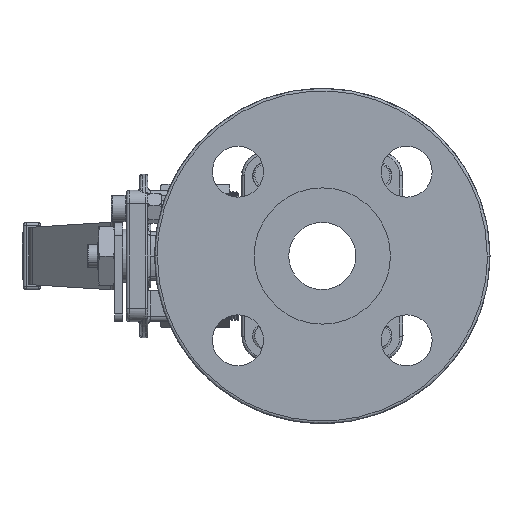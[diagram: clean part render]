
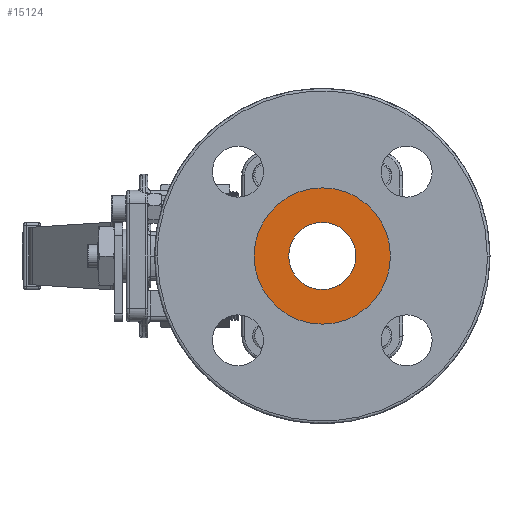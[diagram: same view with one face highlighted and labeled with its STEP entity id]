
A CAD part, left-side view. The second image highlights one B-rep face of the part: STEP entity #15124.
In plain terms, the highlighted planar face has unit normal (-1, 0, 0).
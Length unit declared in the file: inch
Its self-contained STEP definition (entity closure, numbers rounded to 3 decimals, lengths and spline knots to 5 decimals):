
#3048 = DIRECTION ( 'NONE',  ( 1., 0., 0. ) ) ;
#4281 = VERTEX_POINT ( 'NONE', #82421 ) ;
#7724 = EDGE_LOOP ( 'NONE', ( #103866, #29989 ) ) ;
#9883 = FACE_BOUND ( 'NONE', #71809, .T. ) ;
#11625 = CARTESIAN_POINT ( 'NONE',  ( -2.56299, -0.49213, 0. ) ) ;
#15124 = ADVANCED_FACE ( 'NONE', ( #116729, #9883 ), #121310, .T. ) ;
#18510 = EDGE_CURVE ( 'NONE', #99878, #54775, #90467, .T. ) ;
#20278 = DIRECTION ( 'NONE',  ( 0., -1., 0. ) ) ;
#20302 = EDGE_CURVE ( 'NONE', #54775, #99878, #48986, .T. ) ;
#29989 = ORIENTED_EDGE ( 'NONE', *, *, #85560, .F. ) ;
#35320 = CARTESIAN_POINT ( 'NONE',  ( -2.56299, 0., 0. ) ) ;
#47309 = ORIENTED_EDGE ( 'NONE', *, *, #20302, .T. ) ;
#48163 = DIRECTION ( 'NONE',  ( 0., 1., 0. ) ) ;
#48986 = CIRCLE ( 'NONE', #79259, 0.49213 ) ;
#54775 = VERTEX_POINT ( 'NONE', #122931 ) ;
#62058 = CARTESIAN_POINT ( 'NONE',  ( -2.56299, 0., 0. ) ) ;
#64847 = VERTEX_POINT ( 'NONE', #66335 ) ;
#66335 = CARTESIAN_POINT ( 'NONE',  ( -2.56299, -1., 0. ) ) ;
#71809 = EDGE_LOOP ( 'NONE', ( #106435, #47309 ) ) ;
#73099 = DIRECTION ( 'NONE',  ( 1., 0., 0. ) ) ;
#79259 = AXIS2_PLACEMENT_3D ( 'NONE', #35320, #108285, #96831 ) ;
#82421 = CARTESIAN_POINT ( 'NONE',  ( -2.56299, 1., 0. ) ) ;
#84356 = AXIS2_PLACEMENT_3D ( 'NONE', #62058, #73099, #20278 ) ;
#85560 = EDGE_CURVE ( 'NONE', #64847, #4281, #125732, .T. ) ;
#87496 = AXIS2_PLACEMENT_3D ( 'NONE', #99781, #121763, #90144 ) ;
#90144 = DIRECTION ( 'NONE',  ( 0., -1., 0. ) ) ;
#90467 = CIRCLE ( 'NONE', #84356, 0.49213 ) ;
#94335 = AXIS2_PLACEMENT_3D ( 'NONE', #128823, #3048, #108195 ) ;
#96831 = DIRECTION ( 'NONE',  ( 0., -1., 0. ) ) ;
#97645 = CIRCLE ( 'NONE', #103611, 1. ) ;
#99781 = CARTESIAN_POINT ( 'NONE',  ( -2.56299, 0., 0. ) ) ;
#99878 = VERTEX_POINT ( 'NONE', #11625 ) ;
#102740 = CARTESIAN_POINT ( 'NONE',  ( -2.56299, 0., 0. ) ) ;
#103611 = AXIS2_PLACEMENT_3D ( 'NONE', #102740, #122892, #48163 ) ;
#103866 = ORIENTED_EDGE ( 'NONE', *, *, #116429, .F. ) ;
#106435 = ORIENTED_EDGE ( 'NONE', *, *, #18510, .T. ) ;
#108195 = DIRECTION ( 'NONE',  ( 0., 1., 0. ) ) ;
#108285 = DIRECTION ( 'NONE',  ( 1., 0., 0. ) ) ;
#116429 = EDGE_CURVE ( 'NONE', #4281, #64847, #97645, .T. ) ;
#116729 = FACE_OUTER_BOUND ( 'NONE', #7724, .T. ) ;
#121310 = PLANE ( 'NONE',  #87496 ) ;
#121763 = DIRECTION ( 'NONE',  ( -1., 0., 0. ) ) ;
#122892 = DIRECTION ( 'NONE',  ( 1., 0., 0. ) ) ;
#122931 = CARTESIAN_POINT ( 'NONE',  ( -2.56299, 0.49213, 0. ) ) ;
#125732 = CIRCLE ( 'NONE', #94335, 1. ) ;
#128823 = CARTESIAN_POINT ( 'NONE',  ( -2.56299, 0., 0. ) ) ;
